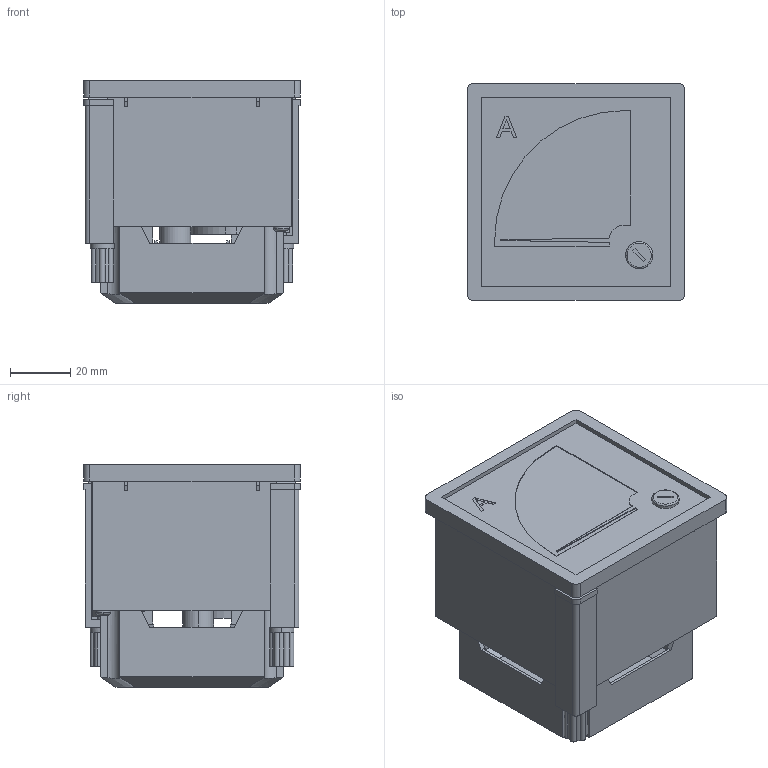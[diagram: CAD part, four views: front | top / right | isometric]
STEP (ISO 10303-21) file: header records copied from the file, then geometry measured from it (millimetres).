
FILE_DESCRIPTION (( 'STEP AP214' ), '1' );
FILE_NAME ('IPA10-6-3000-E Àìïåðìåòð Ý47 3000_5À êë. òî÷í. 1,5 72õ72ìì.STEP', '2018-02-15T08:55:48', ( '' ), ( '' ), 'SwSTEP 2.0', 'SolidWorks 2014', '' );
FILE_SCHEMA (( 'AUTOMOTIVE_DESIGN' ));
Length unit declared in the file: millimetre
Products named in the file (1): IPA10-6-3000-E Àìïåðìåòð Ý47 3000_5À êë. òî÷í. 1,5 72õ72ìì
Bounding box: 72 x 72 x 74 mm (x, y, z)
Volume: 230335.4 mm3; surface area: 49656.1 mm2
Topology: 6 solids, 6 shells, 546 faces, 1452 edges, 957 vertices
Faces by surface type: plane 383, cylinder 140, torus 13, bspline 10
Entity records: 17667 total; most frequent: CARTESIAN_POINT 3822, ORIENTED_EDGE 2904, DIRECTION 2798, EDGE_CURVE 1452, LINE 1020, VECTOR 1020, VERTEX_POINT 957, AXIS2_PLACEMENT_3D 889
